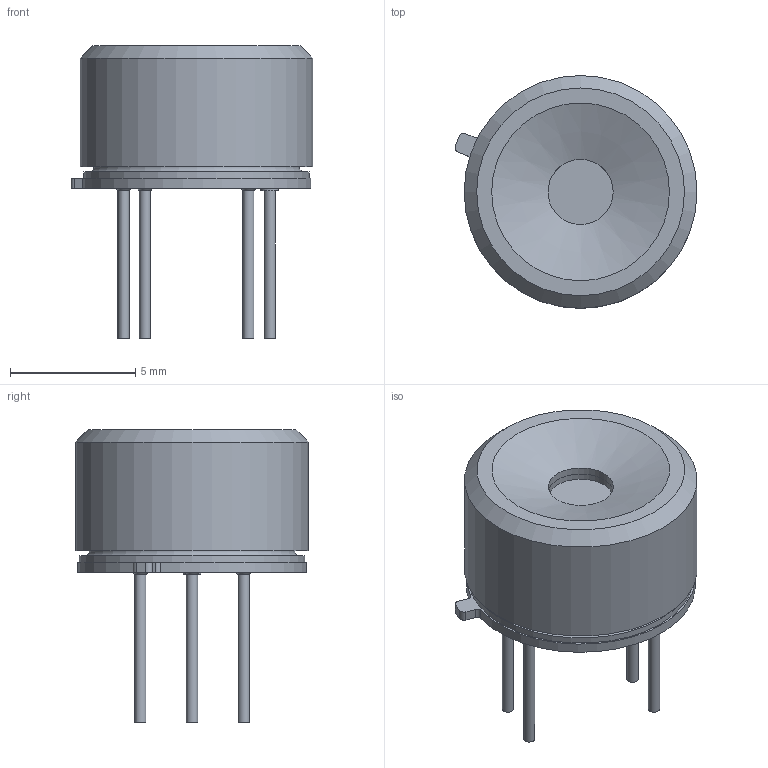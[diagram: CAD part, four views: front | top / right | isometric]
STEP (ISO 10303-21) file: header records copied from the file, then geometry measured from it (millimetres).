
FILE_DESCRIPTION( ( '' ), ' ' );
FILE_NAME( '5c74e02311cc291b67a8e225.step', '2019-02-26T06:43:48', ( '' ), ( '' ), ' ', ' ', ' ' );
FILE_SCHEMA( ( 'AUTOMOTIVE_DESIGN { 1 0 10303 214 1 1 1 1 }' ) );
Length unit declared in the file: metre
Products named in the file (9): ASM0001_ASM <1>; PRT0008; PRT0007; PRT0006; PRT0005; Assem1; PRT0010; 90640-120X30-APPERTURE_ANY; PRT0009
Assembly tree (12 placements, depth 3):
  Assem1
    PRT0010
    90640-120X30-APPERTURE_ANY
    PRT0009
    ASM0001_ASM <1>
      PRT0008
      PRT0007  x3
      PRT0006  x3
      PRT0005
Bounding box: 9.66 x 9.3 x 11.7 mm (x, y, z)
Volume: 247.7 mm3; surface area: 913.7 mm2
Topology: 11 solids, 11 shells, 81 faces, 158 edges, 105 vertices
Faces by surface type: cylinder 32, plane 31, torus 16, cone 2
Full cylindrical faces by diameter (mm): 0.45 x7, 0.7 x2, 1.12 x6, 2.6 x3, 4.4 x1, 4.9 x1, 6.15 x1, 7.7 x1, 8.02 x1, 8.2 x1, 8.29 x1, 9 x1, 9.3 x1
Entity records: 1611 total; most frequent: DIRECTION 302, CARTESIAN_POINT 229, ORIENTED_EDGE 158, AXIS2_PLACEMENT_3D 144, EDGE_LOOP 120, FACE_OUTER_BOUND 98, EDGE_CURVE 79, VERTEX_POINT 71
